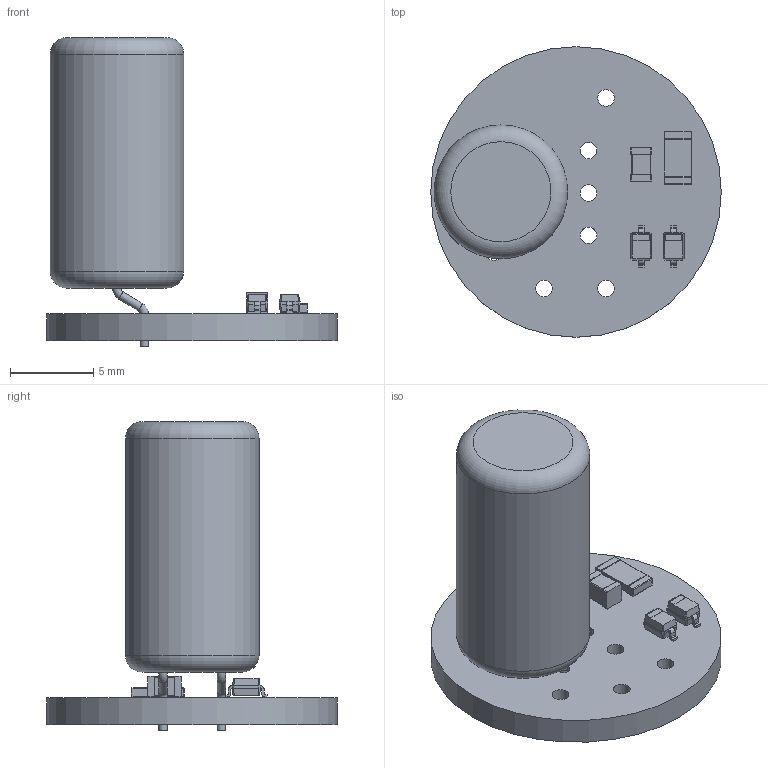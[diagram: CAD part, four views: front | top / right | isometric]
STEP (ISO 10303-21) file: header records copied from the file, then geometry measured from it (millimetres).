
FILE_DESCRIPTION(('KiCad electronic assembly'),'2;1');
FILE_NAME('EM84_Base.step','2024-01-24T13:34:45',('Pcbnew'),('Kicad'), 'Open CASCADE STEP processor 7.7','KiCad to STEP converter','Unknown' );
FILE_SCHEMA(('AUTOMOTIVE_DESIGN { 1 0 10303 214 1 1 1 1 }'));
Length unit declared in the file: millimetre
Products named in the file (10): EM84_Base 1; D_SOD-323; D_SOD_323; L_0805_2012Metric; Cap_Rad_08d_15h; Cap_Rad_08d_15h v7; Fuse_1206_3216Metric; EM84_Base PCB
Assembly tree (10 placements, depth 3):
  EM84_Base 1
    D_SOD-323  x2
      D_SOD_323
    L_0805_2012Metric
      L_0805_2012Metric
    Cap_Rad_08d_15h
      Cap_Rad_08d_15h v7
    Fuse_1206_3216Metric
      Fuse_1206_3216Metric
    EM84_Base PCB
Bounding box: 17.4 x 17.4 x 18.5 mm (x, y, z)
Volume: 1123.8 mm3; surface area: 1116 mm2
Topology: 8 solids, 8 shells, 220 faces, 518 edges, 318 vertices
Faces by surface type: plane 108, cylinder 54, bspline 52, torus 6
Full cylindrical faces by diameter (mm): 0.5 x6, 0.8 x2, 1 x8, 8 x1, 17.4 x1
Entity records: 10236 total; most frequent: CARTESIAN_POINT 1830, DIRECTION 1358, LINE 819, VECTOR 819, ORIENTED_EDGE 724, PCURVE 724, DEFINITIONAL_REPRESENTATION 724, EDGE_CURVE 362
